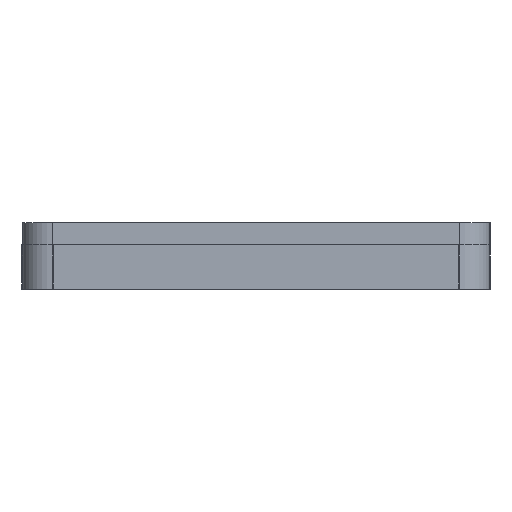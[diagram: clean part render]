
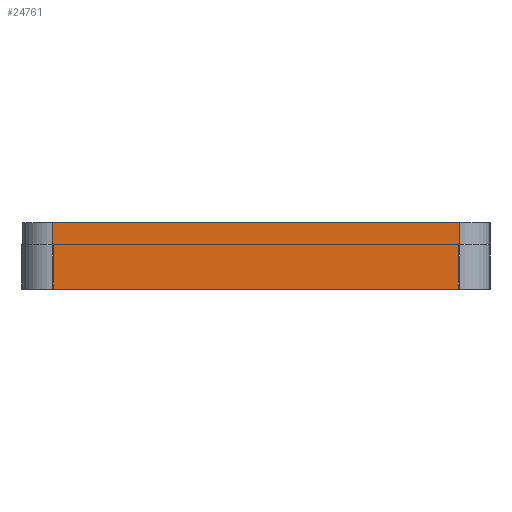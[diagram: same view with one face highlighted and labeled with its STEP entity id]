
A CAD part, left-side view. The second image highlights one B-rep face of the part: STEP entity #24761.
In plain terms, the highlighted planar face has unit normal (-1, 0, 0).
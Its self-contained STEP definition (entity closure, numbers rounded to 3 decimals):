
#1249=FACE_OUTER_BOUND('',#2613,.T.);
#2613=EDGE_LOOP('',(#17997,#17998,#17999,#18000));
#5049=LINE('',#36573,#7968);
#5050=LINE('',#36576,#7969);
#5051=LINE('',#36578,#7970);
#5052=LINE('',#36579,#7971);
#7968=VECTOR('',#29444,10.);
#7969=VECTOR('',#29447,10.);
#7970=VECTOR('',#29448,10.);
#7971=VECTOR('',#29449,10.);
#10708=VERTEX_POINT('',#36569);
#10709=VERTEX_POINT('',#36571);
#10710=VERTEX_POINT('',#36575);
#10711=VERTEX_POINT('',#36577);
#13435=EDGE_CURVE('',#10708,#10709,#5049,.T.);
#13436=EDGE_CURVE('',#10710,#10708,#5050,.T.);
#13437=EDGE_CURVE('',#10711,#10709,#5051,.T.);
#13438=EDGE_CURVE('',#10710,#10711,#5052,.T.);
#17997=ORIENTED_EDGE('',*,*,#13436,.T.);
#17998=ORIENTED_EDGE('',*,*,#13435,.T.);
#17999=ORIENTED_EDGE('',*,*,#13437,.F.);
#18000=ORIENTED_EDGE('',*,*,#13438,.F.);
#23740=PLANE('',#26302);
#24761=ADVANCED_FACE('',(#1249),#23740,.T.);
#26302=AXIS2_PLACEMENT_3D('',#36574,#29445,#29446);
#29444=DIRECTION('',(0.,0.,-1.));
#29445=DIRECTION('center_axis',(-1.,0.,0.));
#29446=DIRECTION('ref_axis',(0.,1.,0.));
#29447=DIRECTION('',(0.,1.,0.));
#29448=DIRECTION('',(0.,1.,0.));
#29449=DIRECTION('',(0.,0.,-1.));
#36569=CARTESIAN_POINT('',(-110.829,154.2,0.));
#36571=CARTESIAN_POINT('',(-110.829,154.2,-10.6));
#36573=CARTESIAN_POINT('',(-110.829,154.2,0.));
#36574=CARTESIAN_POINT('Origin',(-110.829,89.,0.));
#36575=CARTESIAN_POINT('',(-110.829,89.,0.));
#36576=CARTESIAN_POINT('',(-110.829,89.,0.));
#36577=CARTESIAN_POINT('',(-110.829,89.,-10.6));
#36578=CARTESIAN_POINT('',(-110.829,89.,-10.6));
#36579=CARTESIAN_POINT('',(-110.829,89.,0.));
